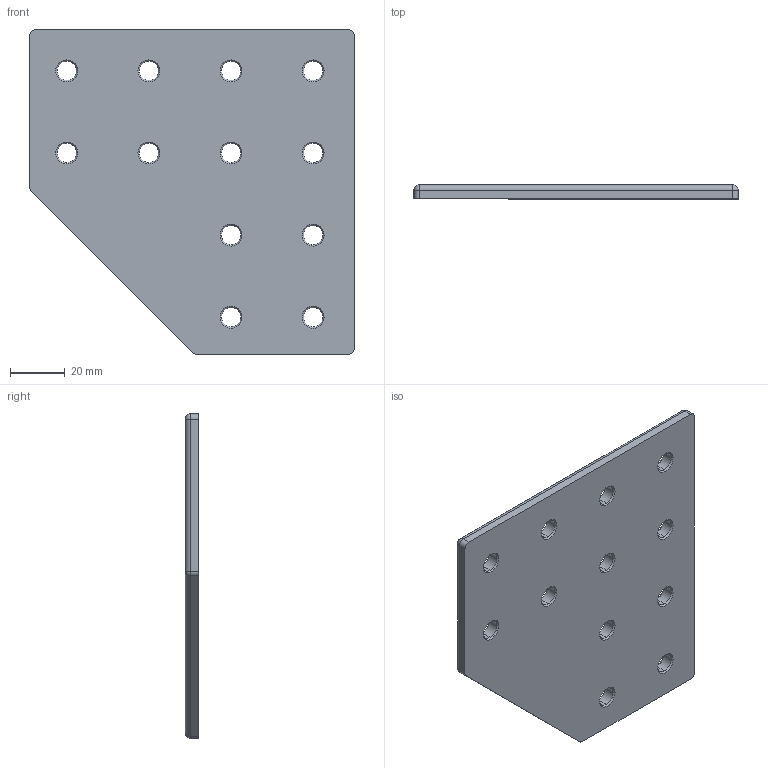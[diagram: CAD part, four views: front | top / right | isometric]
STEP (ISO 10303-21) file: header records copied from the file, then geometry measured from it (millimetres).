
FILE_DESCRIPTION (( 'STEP AP214' ), '1' );
FILE_NAME ('02_3D_Step_Files093vl120120d.step', '2023-03-28T18:14:37', ( '' ), ( '' ), 'SwSTEP 2.0', 'SolidWorks 2022', '' );
FILE_SCHEMA (( 'AUTOMOTIVE_DESIGN' ));
Length unit declared in the file: millimetre
Products named in the file (1): 02_3D_Step_Files093vl120120d
Bounding box: 118.5 x 5 x 118.5 mm (x, y, z)
Volume: 58447.4 mm3; surface area: 26532.5 mm2
Topology: 1 solids, 1 shells, 94 faces, 218 edges, 121 vertices
Faces by surface type: cone 48, cylinder 34, plane 7, sphere 5
Entity records: 2691 total; most frequent: DIRECTION 519, CARTESIAN_POINT 429, ORIENTED_EDGE 426, EDGE_CURVE 213, AXIS2_PLACEMENT_3D 211, VERTEX_POINT 121, EDGE_LOOP 118, CIRCLE 116
